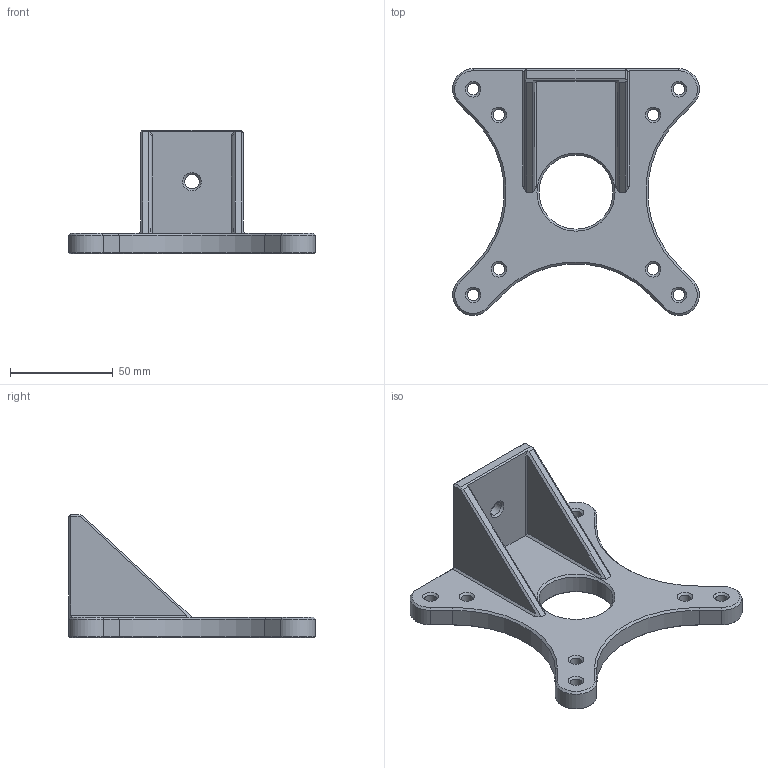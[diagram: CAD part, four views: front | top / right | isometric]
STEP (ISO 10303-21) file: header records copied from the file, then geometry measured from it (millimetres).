
FILE_DESCRIPTION(/* description */ ('Unknown'),/* implementation_level */ '2;1');
FILE_NAME(/* name */ 'VESA_75-100_DSLR_Camera_Mount',/* time_stamp */ '2022-07-18T20:18:20-04:00',/* author */ ('Unknown'),/* organization */ ('Unknown'),/* preprocessor_version */ 'ST-DEVELOPER v18.1',/* originating_system */ 'Solid Edge',/* authorisation */ 'Unknown');
FILE_SCHEMA (('AUTOMOTIVE_DESIGN {1 0 10303 214 3 1 1}'));
Length unit declared in the file: millimetre
Products named in the file (1): VESA_75-100_DSLR_Camera_Mount
Bounding box: 119.97 x 119.96 x 60 mm (x, y, z)
Volume: 111607 mm3; surface area: 34091.4 mm2
Topology: 1 solids, 1 shells, 102 faces, 258 edges, 158 vertices
Faces by surface type: plane 51, cone 34, cylinder 17
Full cylindrical faces by diameter (mm): 5.6 x8, 7 x1, 36 x1
Entity records: 2781 total; most frequent: DIRECTION 485, CARTESIAN_POINT 455, ORIENTED_EDGE 422, EDGE_CURVE 211, AXIS2_PLACEMENT_3D 171, EDGE_LOOP 152, FACE_BOUND 152, LINE 143
